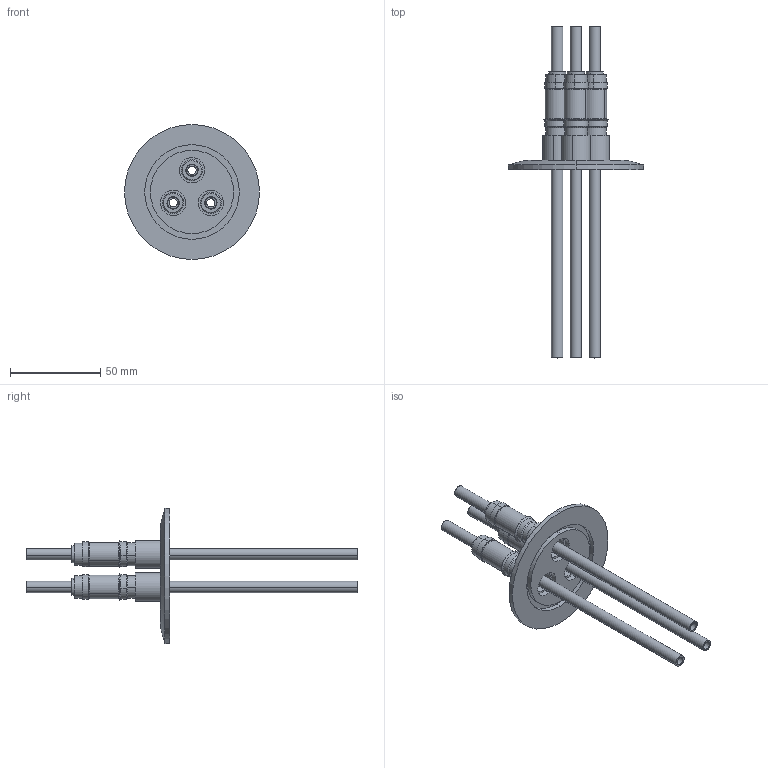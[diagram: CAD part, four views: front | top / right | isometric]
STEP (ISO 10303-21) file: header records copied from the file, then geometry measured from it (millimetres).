
FILE_DESCRIPTION (( 'STEP AP203' ), '1' );
FILE_NAME ('A0115-8-QF.STEP', '2019-10-25T14:01:59', ( '' ), ( '' ), 'SwSTEP 2.0', 'SolidWorks 2019', '' );
FILE_SCHEMA (( 'CONFIG_CONTROL_DESIGN' ));
Length unit declared in the file: inch
Products named in the file (1): A0115-8-QF
Bounding box: 74.93 x 184.15 x 74.93 mm (x, y, z)
Volume: 40220 mm3; surface area: 42056.4 mm2
Topology: 1 solids, 1 shells, 180 faces, 370 edges, 236 vertices
Faces by surface type: cylinder 108, plane 46, cone 20, torus 6
Entity records: 4931 total; most frequent: DIRECTION 974, CARTESIAN_POINT 787, ORIENTED_EDGE 740, AXIS2_PLACEMENT_3D 423, EDGE_CURVE 370, CIRCLE 242, VERTEX_POINT 236, EDGE_LOOP 230
